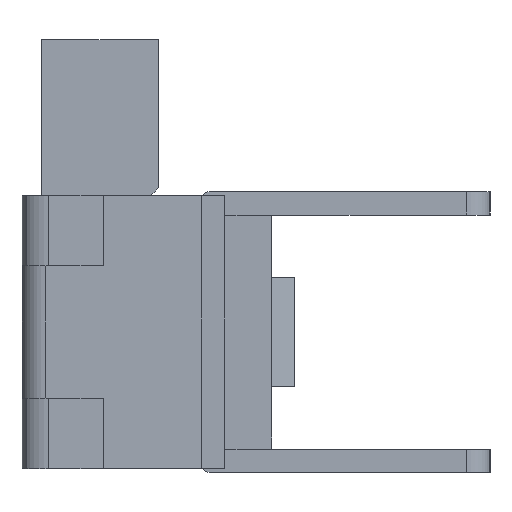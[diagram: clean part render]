
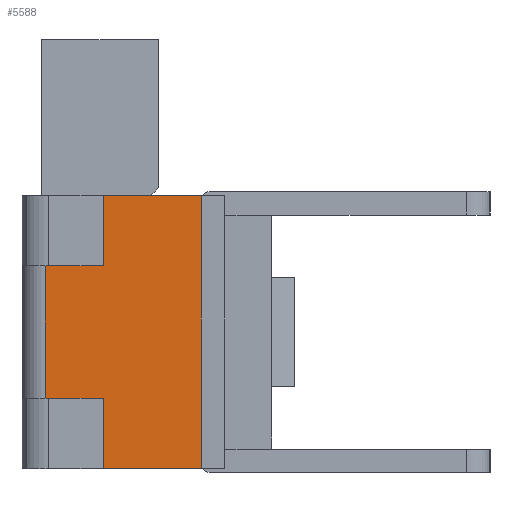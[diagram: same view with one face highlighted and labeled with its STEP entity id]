
A CAD part, left-side view. The second image highlights one B-rep face of the part: STEP entity #5588.
In plain terms, the highlighted planar face has unit normal (-1, 0, 0).
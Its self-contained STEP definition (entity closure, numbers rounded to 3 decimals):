
#224 = VERTEX_POINT ( 'NONE', #1795 ) ;
#226 = EDGE_CURVE ( 'NONE', #224, #5843, #1855, .T. ) ;
#1795 = CARTESIAN_POINT ( 'NONE',  ( -7.3, 1.2, -1.75 ) ) ;
#1852 = DIRECTION ( 'NONE',  ( 0., 1., 0. ) ) ;
#1853 = VECTOR ( 'NONE', #1852, 1000. ) ;
#1854 = CARTESIAN_POINT ( 'NONE',  ( -7.3, 1.2, -1.75 ) ) ;
#1855 = LINE ( 'NONE', #1854, #1853 ) ;
#4614 = CARTESIAN_POINT ( 'NONE',  ( -7.3, 2.458, 1.75 ) ) ;
#4642 = CARTESIAN_POINT ( 'NONE',  ( -7.3, 1.2, 1.75 ) ) ;
#4732 = DIRECTION ( 'NONE',  ( 0., -1., 0. ) ) ;
#4733 = VECTOR ( 'NONE', #4732, 1000. ) ;
#4734 = CARTESIAN_POINT ( 'NONE',  ( -7.3, 2.458, 1.75 ) ) ;
#4735 = LINE ( 'NONE', #4734, #4733 ) ;
#4759 = FACE_OUTER_BOUND ( 'NONE', #5587, .T. ) ;
#4775 = VECTOR ( 'NONE', #4832, 1000. ) ;
#4776 = CARTESIAN_POINT ( 'NONE',  ( -7.3, 2.458, 0.85 ) ) ;
#4777 = LINE ( 'NONE', #4776, #4775 ) ;
#4800 = DIRECTION ( 'NONE',  ( 0., 0., -1. ) ) ;
#4801 = DIRECTION ( 'NONE',  ( 1., 0., 0. ) ) ;
#4802 = CARTESIAN_POINT ( 'NONE',  ( -7.3, 3.5, -0.85 ) ) ;
#4803 = AXIS2_PLACEMENT_3D ( 'NONE', #4802, #4801, #4800 ) ;
#4804 = PLANE ( 'NONE',  #4803 ) ;
#4807 = DIRECTION ( 'NONE',  ( 0., 0., -1. ) ) ;
#4808 = VECTOR ( 'NONE', #4807, 1000. ) ;
#4809 = CARTESIAN_POINT ( 'NONE',  ( -7.3, 1.2, -1.75 ) ) ;
#4810 = LINE ( 'NONE', #4809, #4808 ) ;
#4832 = DIRECTION ( 'NONE',  ( 0., 0., 1. ) ) ;
#4899 = DIRECTION ( 'NONE',  ( 0., 0., 1. ) ) ;
#4900 = VECTOR ( 'NONE', #4899, 1000. ) ;
#4901 = CARTESIAN_POINT ( 'NONE',  ( -7.3, 2.458, -1.75 ) ) ;
#4902 = LINE ( 'NONE', #4901, #4900 ) ;
#5002 = DIRECTION ( 'NONE',  ( 0., -1., 0. ) ) ;
#5003 = VECTOR ( 'NONE', #5002, 1000. ) ;
#5004 = CARTESIAN_POINT ( 'NONE',  ( -7.3, 3.5, -0.85 ) ) ;
#5005 = LINE ( 'NONE', #5004, #5003 ) ;
#5090 = CARTESIAN_POINT ( 'NONE',  ( -7.3, 2.458, -0.85 ) ) ;
#5091 = CARTESIAN_POINT ( 'NONE',  ( -7.3, 3.2, -0.85 ) ) ;
#5092 = DIRECTION ( 'NONE',  ( 0., 0., -1. ) ) ;
#5093 = VECTOR ( 'NONE', #5092, 1000. ) ;
#5094 = CARTESIAN_POINT ( 'NONE',  ( -7.3, 3.2, -0.85 ) ) ;
#5095 = LINE ( 'NONE', #5094, #5093 ) ;
#5096 = CARTESIAN_POINT ( 'NONE',  ( -7.3, 2.458, 0.85 ) ) ;
#5097 = CARTESIAN_POINT ( 'NONE',  ( -7.3, 3.2, 0.85 ) ) ;
#5098 = DIRECTION ( 'NONE',  ( 0., -1., 0. ) ) ;
#5099 = VECTOR ( 'NONE', #5098, 1000. ) ;
#5100 = CARTESIAN_POINT ( 'NONE',  ( -7.3, 3.5, 0.85 ) ) ;
#5101 = LINE ( 'NONE', #5100, #5099 ) ;
#5271 = CARTESIAN_POINT ( 'NONE',  ( -7.3, 2.458, -1.75 ) ) ;
#5521 = VERTEX_POINT ( 'NONE', #4614 ) ;
#5530 = VERTEX_POINT ( 'NONE', #4642 ) ;
#5563 = EDGE_CURVE ( 'NONE', #5521, #5530, #4735, .T. ) ;
#5587 = EDGE_LOOP ( 'NONE', ( #5589, #5730, #5692, #5654, #5656, #5628, #5682, #5595 ) ) ;
#5588 = ADVANCED_FACE ( 'NONE', ( #4759 ), #4804, .F. ) ;
#5589 = ORIENTED_EDGE ( 'NONE', *, *, #5727, .F. ) ;
#5595 = ORIENTED_EDGE ( 'NONE', *, *, #5615, .F. ) ;
#5615 = EDGE_CURVE ( 'NONE', #5729, #5521, #4777, .T. ) ;
#5622 = EDGE_CURVE ( 'NONE', #5530, #224, #4810, .T. ) ;
#5628 = ORIENTED_EDGE ( 'NONE', *, *, #5622, .F. ) ;
#5654 = ORIENTED_EDGE ( 'NONE', *, *, #5655, .F. ) ;
#5655 = EDGE_CURVE ( 'NONE', #5843, #5733, #4902, .T. ) ;
#5656 = ORIENTED_EDGE ( 'NONE', *, *, #226, .F. ) ;
#5682 = ORIENTED_EDGE ( 'NONE', *, *, #5563, .F. ) ;
#5692 = ORIENTED_EDGE ( 'NONE', *, *, #5693, .T. ) ;
#5693 = EDGE_CURVE ( 'NONE', #5732, #5733, #5005, .T. ) ;
#5727 = EDGE_CURVE ( 'NONE', #5728, #5729, #5101, .T. ) ;
#5728 = VERTEX_POINT ( 'NONE', #5097 ) ;
#5729 = VERTEX_POINT ( 'NONE', #5096 ) ;
#5730 = ORIENTED_EDGE ( 'NONE', *, *, #5731, .T. ) ;
#5731 = EDGE_CURVE ( 'NONE', #5728, #5732, #5095, .T. ) ;
#5732 = VERTEX_POINT ( 'NONE', #5091 ) ;
#5733 = VERTEX_POINT ( 'NONE', #5090 ) ;
#5843 = VERTEX_POINT ( 'NONE', #5271 ) ;
